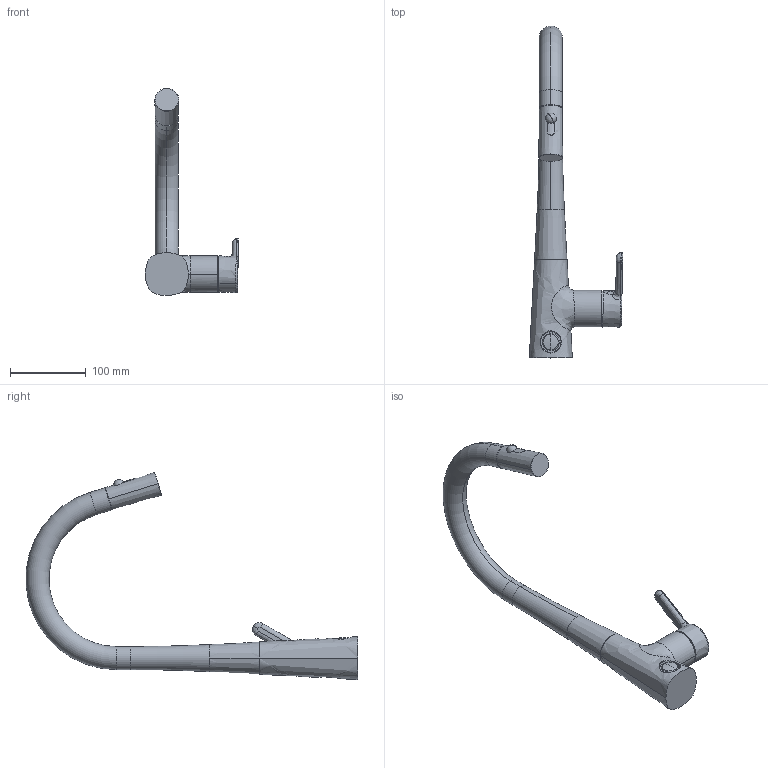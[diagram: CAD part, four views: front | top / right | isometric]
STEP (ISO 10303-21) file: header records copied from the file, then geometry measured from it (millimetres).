
FILE_DESCRIPTION (( 'STEP AP203' ), '1' );
FILE_NAME ('3031F(2017)+51372283.STEP', '2018-05-23T07:00:33', ( '' ), ( '' ), 'SwSTEP 2.0', 'SolidWorks 2016', '' );
FILE_SCHEMA (( 'CONFIG_CONTROL_DESIGN' ));
Length unit declared in the file: millimetre
Products named in the file (1): 3031F(2017)+51372283
Bounding box: 123.76 x 439.3 x 274.38 mm (x, y, z)
Volume: 883002.4 mm3; surface area: 96460.3 mm2
Topology: 1 solids, 1 shells, 82 faces, 190 edges, 119 vertices
Faces by surface type: bspline 33, torus 12, cylinder 12, plane 11, cone 9, sphere 5
Entity records: 11723 total; most frequent: CARTESIAN_POINT 10020, ORIENTED_EDGE 376, DIRECTION 272, EDGE_CURVE 188, AXIS2_PLACEMENT_3D 121, VERTEX_POINT 118, EDGE_LOOP 92, FACE_OUTER_BOUND 82
